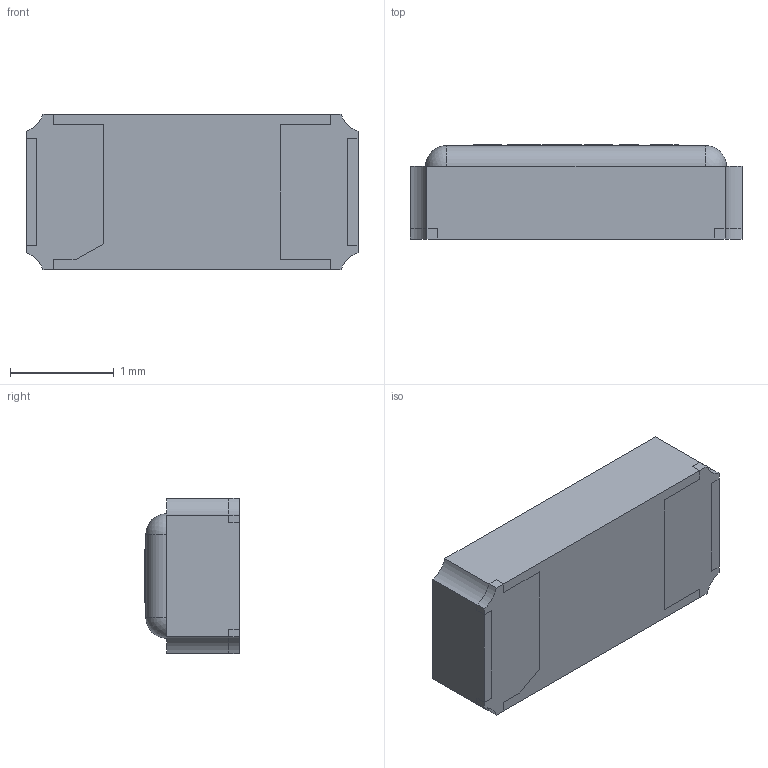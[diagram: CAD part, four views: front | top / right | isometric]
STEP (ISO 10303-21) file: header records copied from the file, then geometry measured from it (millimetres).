
FILE_DESCRIPTION(/* description */ (''),/* implementation_level */ '2;1');
FILE_NAME(/* name */ 'JTX310.step',/* time_stamp */ '2022-03-27T02:03:55-06:00',/* author */ (''),/* organization */ (''),/* preprocessor_version */ 'ST-DEVELOPER v18.1',/* originating_system */ 'Autodesk Translation Framework v10.13.0.1454',/* authorisation */ '');
FILE_SCHEMA (('AUTOMOTIVE_DESIGN { 1 0 10303 214 3 1 1 }'));
Length unit declared in the file: millimetre
Products named in the file (1): JTX310
Bounding box: 3.2 x 0.91 x 1.5 mm (x, y, z)
Volume: 3.9 mm3; surface area: 29.5 mm2
Topology: 10 solids, 10 shells, 171 faces, 449 edges, 298 vertices
Faces by surface type: plane 102, bspline 53, cylinder 12, sphere 4
Entity records: 5758 total; most frequent: CARTESIAN_POINT 1820, ORIENTED_EDGE 898, DIRECTION 609, EDGE_CURVE 449, LINE 315, VECTOR 315, VERTEX_POINT 298, EDGE_LOOP 173
